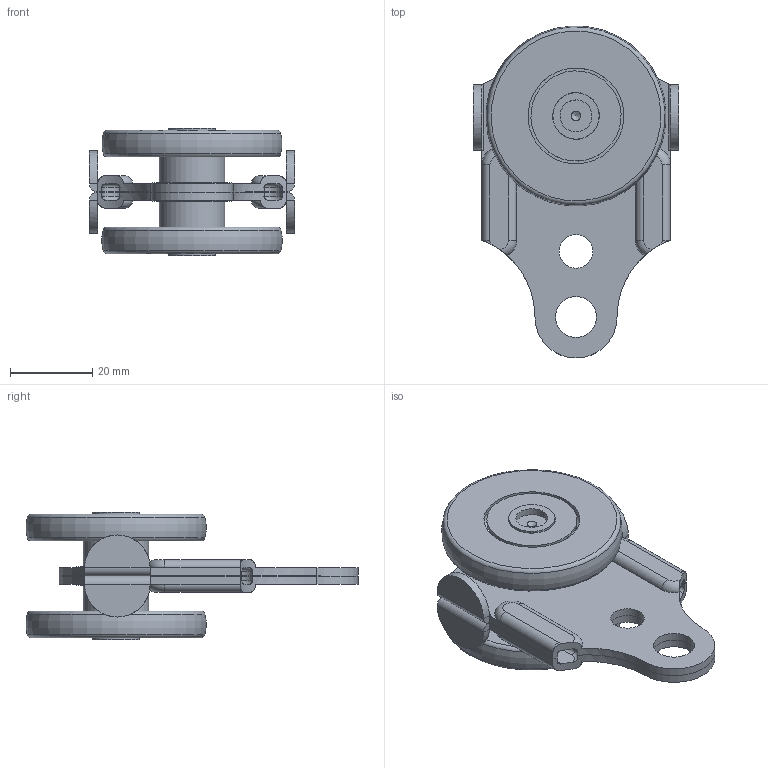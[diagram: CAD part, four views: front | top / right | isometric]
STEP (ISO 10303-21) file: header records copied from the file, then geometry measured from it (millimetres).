
FILE_DESCRIPTION((''),'2;1');
FILE_NAME('2751.stp','2011-03-17T14:57:40',('Didierr'),(''),'Autodesk Inventor 2011','Autodesk Inventor 2011','');
FILE_SCHEMA(('AUTOMOTIVE_DESIGN { 1 0 10303 214 1 1 1 1 }'));
Length unit declared in the file: millimetre
Products named in the file (5): 2751; 15263; 15214 serti; 15216; 14413
Assembly tree (7 placements, depth 2):
  2751
    15263  x2
    15214 serti
    15216  x2
    14413  x2
Bounding box: 50 x 80.96 x 31 mm (x, y, z)
Volume: 30157.7 mm3; surface area: 24955.8 mm2
Topology: 9 solids, 9 shells, 192 faces, 434 edges, 268 vertices
Faces by surface type: plane 80, cylinder 70, torus 30, cone 12
Full cylindrical faces by diameter (mm): 2.35 x2, 7.8 x2, 8.2 x2, 9.9 x2, 10 x4, 10.2 x2, 11.3 x2, 16 x2, 22 x4, 23.4 x4
Entity records: 3121 total; most frequent: CARTESIAN_POINT 594, DIRECTION 538, ORIENTED_EDGE 416, AXIS2_PLACEMENT_3D 222, EDGE_CURVE 208, EDGE_LOOP 156, VERTEX_POINT 146, FACE_OUTER_BOUND 108
